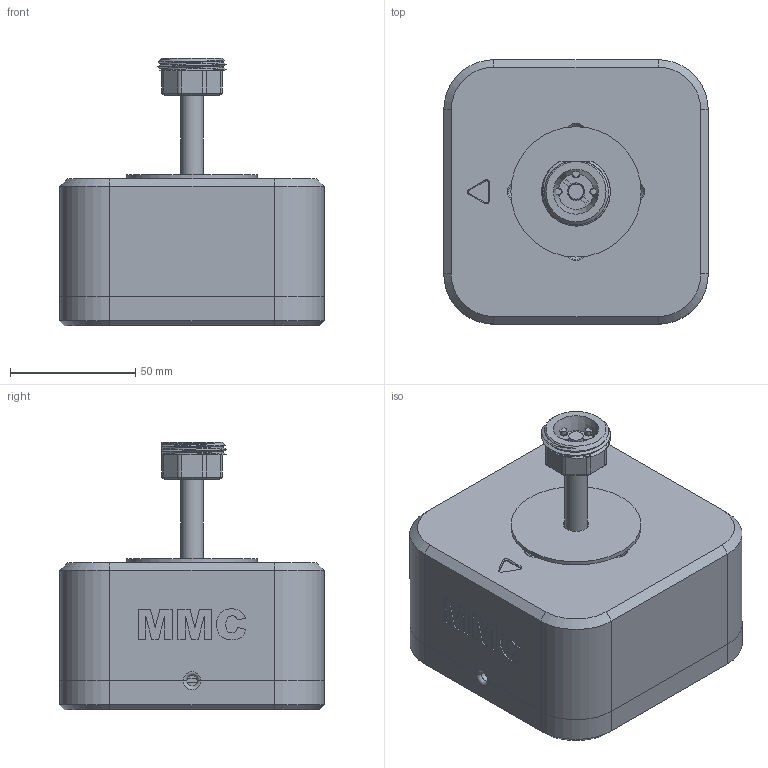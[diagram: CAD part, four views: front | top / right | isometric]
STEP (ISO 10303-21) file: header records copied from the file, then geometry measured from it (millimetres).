
FILE_DESCRIPTION(/* description */ ('','CAx-IF Rec.Pracs.---Representation and Presentation of Product Manufacturing Information (PMI)---4.0---2014-10-13'),/* implementation_level */ '2;1');
FILE_NAME(/* name */ 'Redwood-Joystick-v1.0.step',/* time_stamp */ '2024-12-17T13:25:13-07:00',/* author */ (''),/* organization */ (''),/* preprocessor_version */ 'ST-DEVELOPER v20',/* originating_system */ 'Autodesk Translation Framework v13.20.0.188',/* authorisation */ '');
FILE_SCHEMA (('AP242_MANAGED_MODEL_BASED_3D_ENGINEERING_MIM_LF { 1 0 10303 442 1 1 4 }'));
Length unit declared in the file: millimetre
Products named in the file (11): Redwood Joystick v1.0; Enclosure; Enclosure Top ; Enclosure Bottom; UltraStik 360 Ball Top Analog - Tyler; Cable; Dust Cover; Topper Interface; Topper_nut; M6 Nut v3 v1; Nut-Cover
Assembly tree (10 placements, depth 3):
  Redwood Joystick v1.0
    Enclosure
      Enclosure Top 
      Enclosure Bottom
    UltraStik 360 Ball Top Analog - Tyler
      Cable
    Dust Cover
    Topper Interface
      Topper_nut
      M6 Nut v3 v1
      Nut-Cover
Bounding box: 105.5 x 105.5 x 106.9 mm (x, y, z)
Volume: 225639.1 mm3; surface area: 123156 mm2
Topology: 8 solids, 8 shells, 1184 faces, 3128 edges, 2006 vertices
Faces by surface type: plane 579, bspline 261, cylinder 245, cone 61, torus 26, sphere 12
Full cylindrical faces by diameter (mm): 2.68 x4, 3.332 x4, 3.5 x6, 3.7 x1, 4.8 x4, 5.035 x2, 5.884 x1, 6.147 x2, 6.4 x4, 7 x1, 7.75 x1, 8 x5, 8.85 x4, 8.9 x1, 9.9 x4, 10 x1, 12 x1, 19 x2, 52 x1
Entity records: 41629 total; most frequent: CARTESIAN_POINT 13417, ORIENTED_EDGE 6256, DIRECTION 5038, EDGE_CURVE 3128, VERTEX_POINT 2006, LINE 1920, VECTOR 1920, AXIS2_PLACEMENT_3D 1559
